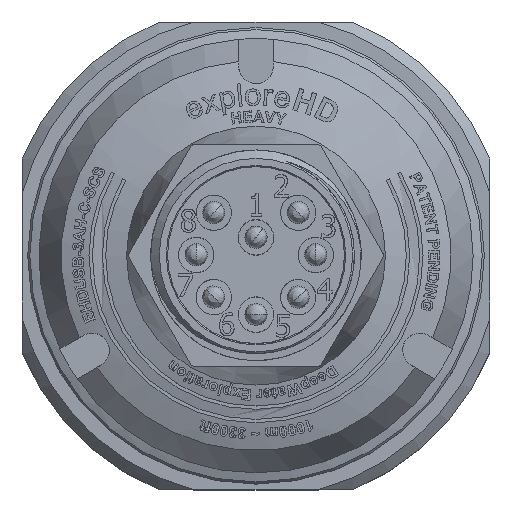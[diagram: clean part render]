
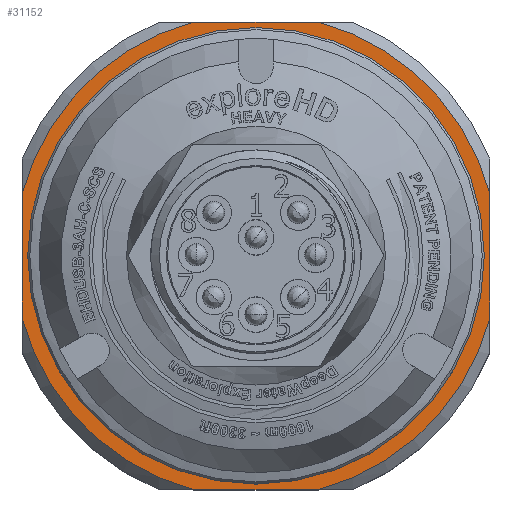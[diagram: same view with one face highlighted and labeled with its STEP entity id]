
A CAD part, top view. The second image highlights one B-rep face of the part: STEP entity #31152.
In plain terms, the highlighted planar face has unit normal (0, 0, 1).
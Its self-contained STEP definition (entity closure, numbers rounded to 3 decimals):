
#225=FACE_BOUND('',#5314,.T.);
#891=PLANE('',#32617);
#3468=FACE_OUTER_BOUND('',#5313,.T.);
#5313=EDGE_LOOP('',(#29148,#29149,#29150,#29151,#29152,#29153,#29154,#29155));
#5314=EDGE_LOOP('',(#29156));
#5930=CIRCLE('',#31940,20.3);
#5984=CIRCLE('',#32615,21.73);
#5986=CIRCLE('',#32618,21.73);
#5987=CIRCLE('',#32619,21.73);
#5988=CIRCLE('',#32620,21.73);
#10018=LINE('',#75451,#12158);
#10019=LINE('',#75455,#12159);
#10020=LINE('',#75459,#12160);
#10021=LINE('',#75462,#12161);
#12158=VECTOR('',#37634,10.);
#12159=VECTOR('',#37637,10.);
#12160=VECTOR('',#37640,10.);
#12161=VECTOR('',#37643,10.);
#13716=VERTEX_POINT('',#53716);
#15241=VERTEX_POINT('',#75438);
#15242=VERTEX_POINT('',#75442);
#15244=VERTEX_POINT('',#75450);
#15245=VERTEX_POINT('',#75452);
#15246=VERTEX_POINT('',#75454);
#15247=VERTEX_POINT('',#75456);
#15248=VERTEX_POINT('',#75458);
#15249=VERTEX_POINT('',#75460);
#17056=EDGE_CURVE('',#13716,#13716,#5930,.T.);
#19896=EDGE_CURVE('',#15241,#15242,#5984,.T.);
#19899=EDGE_CURVE('',#15241,#15244,#10018,.T.);
#19900=EDGE_CURVE('',#15245,#15244,#5986,.T.);
#19901=EDGE_CURVE('',#15245,#15246,#10019,.T.);
#19902=EDGE_CURVE('',#15247,#15246,#5987,.T.);
#19903=EDGE_CURVE('',#15247,#15248,#10020,.T.);
#19904=EDGE_CURVE('',#15249,#15248,#5988,.T.);
#19905=EDGE_CURVE('',#15249,#15242,#10021,.T.);
#29148=ORIENTED_EDGE('',*,*,#19896,.F.);
#29149=ORIENTED_EDGE('',*,*,#19899,.T.);
#29150=ORIENTED_EDGE('',*,*,#19900,.F.);
#29151=ORIENTED_EDGE('',*,*,#19901,.T.);
#29152=ORIENTED_EDGE('',*,*,#19902,.F.);
#29153=ORIENTED_EDGE('',*,*,#19903,.T.);
#29154=ORIENTED_EDGE('',*,*,#19904,.F.);
#29155=ORIENTED_EDGE('',*,*,#19905,.T.);
#29156=ORIENTED_EDGE('',*,*,#17056,.T.);
#31152=ADVANCED_FACE('',(#3468,#225),#891,.T.);
#31940=AXIS2_PLACEMENT_3D('',#53717,#34507,#34508);
#32615=AXIS2_PLACEMENT_3D('',#75443,#37628,#37629);
#32617=AXIS2_PLACEMENT_3D('',#75449,#37632,#37633);
#32618=AXIS2_PLACEMENT_3D('',#75453,#37635,#37636);
#32619=AXIS2_PLACEMENT_3D('',#75457,#37638,#37639);
#32620=AXIS2_PLACEMENT_3D('',#75461,#37641,#37642);
#34507=DIRECTION('center_axis',(0.,0.,
-1.));
#34508=DIRECTION('ref_axis',(1.,0.,0.));
#37628=DIRECTION('center_axis',(0.,0.,
-1.));
#37629=DIRECTION('ref_axis',(-1.,0.,0.));
#37632=DIRECTION('center_axis',(0.,0.,
1.));
#37633=DIRECTION('ref_axis',(1.,0.,0.));
#37634=DIRECTION('',(0.,-1.,0.));
#37635=DIRECTION('center_axis',(0.,0.,
-1.));
#37636=DIRECTION('ref_axis',(-1.,0.,0.));
#37637=DIRECTION('',(1.,0.,0.));
#37638=DIRECTION('center_axis',(0.,0.,
-1.));
#37639=DIRECTION('ref_axis',(1.,0.,0.));
#37640=DIRECTION('',(0.,1.,0.));
#37641=DIRECTION('center_axis',(0.,0.,
-1.));
#37642=DIRECTION('ref_axis',(1.,0.,0.));
#37643=DIRECTION('',(-1.,0.,0.));
#53716=CARTESIAN_POINT('',(-20.3,0.,-34.95));
#53717=CARTESIAN_POINT('Origin',(0.,0.,
-34.95));
#75438=CARTESIAN_POINT('',(-21.,5.586,-34.95));
#75442=CARTESIAN_POINT('',(-5.586,21.,-34.95));
#75443=CARTESIAN_POINT('Origin',(0.,0.,
-34.95));
#75449=CARTESIAN_POINT('Origin',(0.,22.5,-34.95));
#75450=CARTESIAN_POINT('',(-21.,-5.586,-34.95));
#75451=CARTESIAN_POINT('',(-21.,15.599,-34.95));
#75452=CARTESIAN_POINT('',(-5.586,-21.,-34.95));
#75453=CARTESIAN_POINT('Origin',(0.,0.,
-34.95));
#75454=CARTESIAN_POINT('',(5.586,-21.,-34.95));
#75455=CARTESIAN_POINT('',(-4.349,-21.,-34.95));
#75456=CARTESIAN_POINT('',(21.,-5.586,-34.95));
#75457=CARTESIAN_POINT('Origin',(0.,0.,
-34.95));
#75458=CARTESIAN_POINT('',(21.,5.586,-34.95));
#75459=CARTESIAN_POINT('',(21.,6.901,-34.95));
#75460=CARTESIAN_POINT('',(5.586,21.,-34.95));
#75461=CARTESIAN_POINT('Origin',(0.,0.,
-34.95));
#75462=CARTESIAN_POINT('',(4.349,21.,-34.95));
